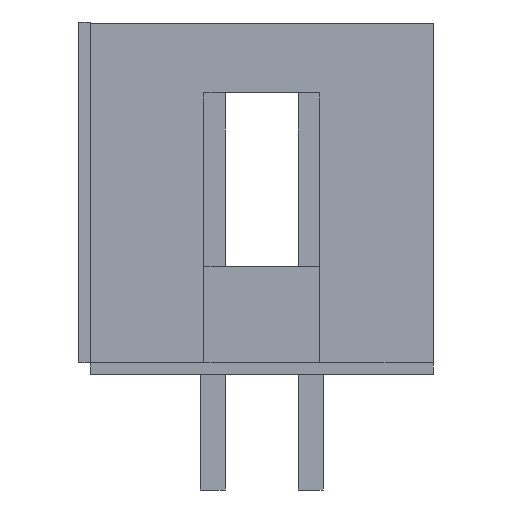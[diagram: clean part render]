
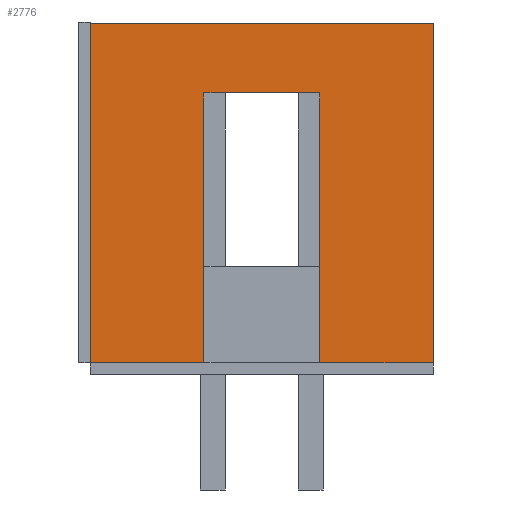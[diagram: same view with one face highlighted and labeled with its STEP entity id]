
A CAD part, left-side view. The second image highlights one B-rep face of the part: STEP entity #2776.
In plain terms, the highlighted planar face has unit normal (-1, 0, 0).
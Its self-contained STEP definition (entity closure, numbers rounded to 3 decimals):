
#2083 = VERTEX_POINT ( 'NONE', #4398 ) ;
#2108 = EDGE_CURVE ( 'NONE', #2083, #2120, #4493, .T. ) ;
#2120 = VERTEX_POINT ( 'NONE', #4508 ) ;
#2183 = VERTEX_POINT ( 'NONE', #4692 ) ;
#2742 = VERTEX_POINT ( 'NONE', #6062 ) ;
#2772 = ORIENTED_EDGE ( 'NONE', *, *, #2807, .T. ) ;
#2773 = EDGE_CURVE ( 'NONE', #2774, #2183, #6141, .T. ) ;
#2774 = VERTEX_POINT ( 'NONE', #6135 ) ;
#2775 = EDGE_CURVE ( 'NONE', #2850, #2839, #6129, .T. ) ;
#2776 = ADVANCED_FACE ( 'NONE', ( #6147 ), #6125, .F. ) ;
#2778 = ORIENTED_EDGE ( 'NONE', *, *, #2108, .T. ) ;
#2779 = EDGE_LOOP ( 'NONE', ( #2854, #2851, #2856, #2855, #2778, #2772, #2852, #2847 ) ) ;
#2807 = EDGE_CURVE ( 'NONE', #2120, #2742, #6217, .T. ) ;
#2837 = EDGE_CURVE ( 'NONE', #2839, #2183, #6260, .T. ) ;
#2839 = VERTEX_POINT ( 'NONE', #6311 ) ;
#2844 = VERTEX_POINT ( 'NONE', #6315 ) ;
#2845 = EDGE_CURVE ( 'NONE', #2844, #2850, #6255, .T. ) ;
#2847 = ORIENTED_EDGE ( 'NONE', *, *, #2845, .T. ) ;
#2849 = EDGE_CURVE ( 'NONE', #2742, #2844, #6346, .T. ) ;
#2850 = VERTEX_POINT ( 'NONE', #6342 ) ;
#2851 = ORIENTED_EDGE ( 'NONE', *, *, #2837, .T. ) ;
#2852 = ORIENTED_EDGE ( 'NONE', *, *, #2849, .T. ) ;
#2853 = EDGE_CURVE ( 'NONE', #2083, #2774, #6298, .T. ) ;
#2854 = ORIENTED_EDGE ( 'NONE', *, *, #2775, .T. ) ;
#2855 = ORIENTED_EDGE ( 'NONE', *, *, #2853, .F. ) ;
#2856 = ORIENTED_EDGE ( 'NONE', *, *, #2773, .F. ) ;
#4398 = CARTESIAN_POINT ( 'NONE',  ( 0., 8.9, 8.8 ) ) ;
#4489 = DIRECTION ( 'NONE',  ( 0., 0., -1. ) ) ;
#4490 = VECTOR ( 'NONE', #4489, 1000. ) ;
#4492 = CARTESIAN_POINT ( 'NONE',  ( 0., 8.9, 8.8 ) ) ;
#4493 = LINE ( 'NONE', #4492, #4490 ) ;
#4508 = CARTESIAN_POINT ( 'NONE',  ( 0., 8.9, 0. ) ) ;
#4692 = CARTESIAN_POINT ( 'NONE',  ( 0., 0., 0. ) ) ;
#6062 = CARTESIAN_POINT ( 'NONE',  ( 0., 5.95, 0. ) ) ;
#6125 = PLANE ( 'NONE',  #6136 ) ;
#6126 = DIRECTION ( 'NONE',  ( 0., 0., -1. ) ) ;
#6127 = VECTOR ( 'NONE', #6126, 1000. ) ;
#6128 = CARTESIAN_POINT ( 'NONE',  ( 0., 2.95, 8.8 ) ) ;
#6129 = LINE ( 'NONE', #6128, #6127 ) ;
#6132 = DIRECTION ( 'NONE',  ( 0., 0., -1. ) ) ;
#6133 = VECTOR ( 'NONE', #6132, 1000. ) ;
#6134 = CARTESIAN_POINT ( 'NONE',  ( 0., 0., 8.8 ) ) ;
#6135 = CARTESIAN_POINT ( 'NONE',  ( 0., 0., 8.8 ) ) ;
#6136 = AXIS2_PLACEMENT_3D ( 'NONE', #6167, #6166, #6165 ) ;
#6141 = LINE ( 'NONE', #6134, #6133 ) ;
#6147 = FACE_OUTER_BOUND ( 'NONE', #2779, .T. ) ;
#6165 = DIRECTION ( 'NONE',  ( 0., 0., -1. ) ) ;
#6166 = DIRECTION ( 'NONE',  ( 1., 0., 0. ) ) ;
#6167 = CARTESIAN_POINT ( 'NONE',  ( 0., 0., 8.8 ) ) ;
#6214 = DIRECTION ( 'NONE',  ( 0., -1., 0. ) ) ;
#6215 = VECTOR ( 'NONE', #6214, 1000. ) ;
#6216 = CARTESIAN_POINT ( 'NONE',  ( 0., 0., 0. ) ) ;
#6217 = LINE ( 'NONE', #6216, #6215 ) ;
#6255 = LINE ( 'NONE', #6302, #6301 ) ;
#6260 = LINE ( 'NONE', #6314, #6313 ) ;
#6298 = LINE ( 'NONE', #6336, #6335 ) ;
#6300 = DIRECTION ( 'NONE',  ( 0., -1., 0. ) ) ;
#6301 = VECTOR ( 'NONE', #6300, 1000. ) ;
#6302 = CARTESIAN_POINT ( 'NONE',  ( 0., 0., 7. ) ) ;
#6311 = CARTESIAN_POINT ( 'NONE',  ( 0., 2.95, 0. ) ) ;
#6312 = DIRECTION ( 'NONE',  ( 0., -1., 0. ) ) ;
#6313 = VECTOR ( 'NONE', #6312, 1000. ) ;
#6314 = CARTESIAN_POINT ( 'NONE',  ( 0., 0., 0. ) ) ;
#6315 = CARTESIAN_POINT ( 'NONE',  ( 0., 5.95, 7. ) ) ;
#6334 = DIRECTION ( 'NONE',  ( 0., -1., 0. ) ) ;
#6335 = VECTOR ( 'NONE', #6334, 1000. ) ;
#6336 = CARTESIAN_POINT ( 'NONE',  ( 0., 0., 8.8 ) ) ;
#6339 = DIRECTION ( 'NONE',  ( 0., 0., 1. ) ) ;
#6340 = VECTOR ( 'NONE', #6339, 1000. ) ;
#6341 = CARTESIAN_POINT ( 'NONE',  ( 0., 5.95, 8.8 ) ) ;
#6342 = CARTESIAN_POINT ( 'NONE',  ( 0., 2.95, 7. ) ) ;
#6346 = LINE ( 'NONE', #6341, #6340 ) ;
